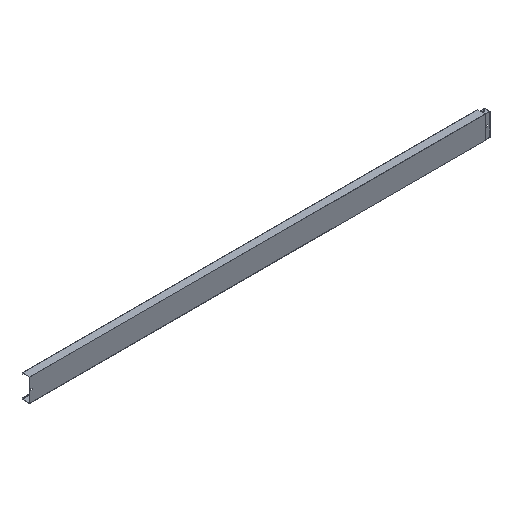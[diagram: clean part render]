
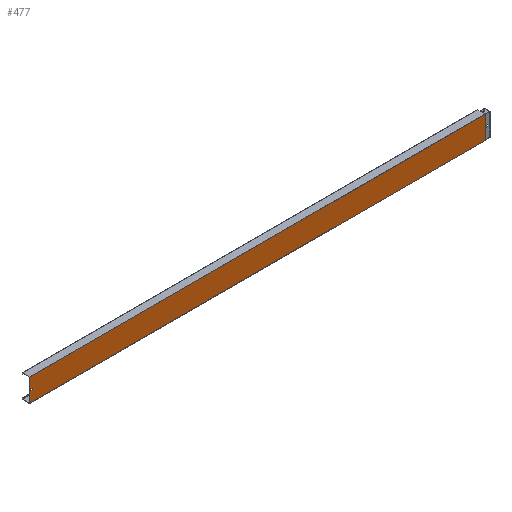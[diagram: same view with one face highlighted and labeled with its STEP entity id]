
A CAD part, isometric view. The second image highlights one B-rep face of the part: STEP entity #477.
In plain terms, the highlighted planar face has unit normal (0, -1, 0).
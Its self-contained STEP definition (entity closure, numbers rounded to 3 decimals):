
#13 = EDGE_CURVE ( 'NONE', #1056, #1473, #426, .T. ) ;
#28 = CARTESIAN_POINT ( 'NONE',  ( -2970., 0., 75. ) ) ;
#36 = DIRECTION ( 'NONE',  ( 0., 0., 1. ) ) ;
#57 = CARTESIAN_POINT ( 'NONE',  ( 0.414, 0., -75. ) ) ;
#95 = VERTEX_POINT ( 'NONE', #978 ) ;
#98 = VERTEX_POINT ( 'NONE', #1667 ) ;
#118 = DIRECTION ( 'NONE',  ( 0., 0., 1. ) ) ;
#132 = LINE ( 'NONE', #1215, #1725 ) ;
#134 = EDGE_CURVE ( 'NONE', #1056, #590, #808, .T. ) ;
#226 = EDGE_CURVE ( 'NONE', #797, #1198, #601, .T. ) ;
#243 = ORIENTED_EDGE ( 'NONE', *, *, #134, .T. ) ;
#304 = CARTESIAN_POINT ( 'NONE',  ( 1.173, 0., 75. ) ) ;
#309 = DIRECTION ( 'NONE',  ( 0., 0., -1. ) ) ;
#319 = LINE ( 'NONE', #28, #924 ) ;
#351 = ORIENTED_EDGE ( 'NONE', *, *, #1188, .T. ) ;
#374 = EDGE_LOOP ( 'NONE', ( #615, #243, #1186, #1163 ) ) ;
#411 = DIRECTION ( 'NONE',  ( 1., 0., 0. ) ) ;
#426 = LINE ( 'NONE', #57, #827 ) ;
#439 = DIRECTION ( 'NONE',  ( -1., 0., 0. ) ) ;
#474 = DIRECTION ( 'NONE',  ( -1., 0., 0. ) ) ;
#477 = ADVANCED_FACE ( 'NONE', ( #1174, #768 ), #558, .T. ) ;
#557 = ORIENTED_EDGE ( 'NONE', *, *, #912, .T. ) ;
#558 = PLANE ( 'NONE',  #775 ) ;
#582 = ORIENTED_EDGE ( 'NONE', *, *, #226, .T. ) ;
#590 = VERTEX_POINT ( 'NONE', #304 ) ;
#601 = LINE ( 'NONE', #1457, #803 ) ;
#611 = DIRECTION ( 'NONE',  ( 0., 0., -1. ) ) ;
#615 = ORIENTED_EDGE ( 'NONE', *, *, #13, .F. ) ;
#656 = EDGE_CURVE ( 'NONE', #1389, #1473, #319, .T. ) ;
#703 = EDGE_CURVE ( 'NONE', #590, #1389, #920, .T. ) ;
#768 = FACE_OUTER_BOUND ( 'NONE', #374, .T. ) ;
#774 = EDGE_CURVE ( 'NONE', #1198, #98, #132, .T. ) ;
#775 = AXIS2_PLACEMENT_3D ( 'NONE', #1689, #1561, #309 ) ;
#797 = VERTEX_POINT ( 'NONE', #1223 ) ;
#803 = VECTOR ( 'NONE', #474, 1000. ) ;
#808 = LINE ( 'NONE', #1438, #1230 ) ;
#827 = VECTOR ( 'NONE', #439, 1000. ) ;
#840 = DIRECTION ( 'NONE',  ( 0., 0., -1. ) ) ;
#848 = VECTOR ( 'NONE', #611, 1000. ) ;
#879 = CARTESIAN_POINT ( 'NONE',  ( -2952.5, 0., 3.5 ) ) ;
#907 = DIRECTION ( 'NONE',  ( -1., 0., 0. ) ) ;
#912 = EDGE_CURVE ( 'NONE', #98, #95, #1488, .T. ) ;
#920 = LINE ( 'NONE', #1607, #1741 ) ;
#924 = VECTOR ( 'NONE', #840, 1000. ) ;
#960 = EDGE_LOOP ( 'NONE', ( #351, #582, #1642, #557 ) ) ;
#978 = CARTESIAN_POINT ( 'NONE',  ( -2952.5, 0., 3.5 ) ) ;
#1056 = VERTEX_POINT ( 'NONE', #1555 ) ;
#1068 = CARTESIAN_POINT ( 'NONE',  ( -2970., 0., 75. ) ) ;
#1163 = ORIENTED_EDGE ( 'NONE', *, *, #656, .T. ) ;
#1174 = FACE_BOUND ( 'NONE', #960, .T. ) ;
#1186 = ORIENTED_EDGE ( 'NONE', *, *, #703, .T. ) ;
#1188 = EDGE_CURVE ( 'NONE', #95, #797, #1452, .T. ) ;
#1198 = VERTEX_POINT ( 'NONE', #1588 ) ;
#1215 = CARTESIAN_POINT ( 'NONE',  ( -2962.5, 0., 3.5 ) ) ;
#1223 = CARTESIAN_POINT ( 'NONE',  ( -2952.5, 0., -3.5 ) ) ;
#1230 = VECTOR ( 'NONE', #36, 1000. ) ;
#1389 = VERTEX_POINT ( 'NONE', #1068 ) ;
#1438 = CARTESIAN_POINT ( 'NONE',  ( 1.173, 0., -75. ) ) ;
#1452 = LINE ( 'NONE', #879, #848 ) ;
#1457 = CARTESIAN_POINT ( 'NONE',  ( -2952.5, 0., -3.5 ) ) ;
#1473 = VERTEX_POINT ( 'NONE', #1493 ) ;
#1488 = LINE ( 'NONE', #1656, #1704 ) ;
#1493 = CARTESIAN_POINT ( 'NONE',  ( -2970., 0., -75. ) ) ;
#1555 = CARTESIAN_POINT ( 'NONE',  ( 1.173, 0., -75. ) ) ;
#1561 = DIRECTION ( 'NONE',  ( 0., -1., 0. ) ) ;
#1588 = CARTESIAN_POINT ( 'NONE',  ( -2962.5, 0., -3.5 ) ) ;
#1607 = CARTESIAN_POINT ( 'NONE',  ( 0.414, 0., 75. ) ) ;
#1642 = ORIENTED_EDGE ( 'NONE', *, *, #774, .T. ) ;
#1656 = CARTESIAN_POINT ( 'NONE',  ( -2952.5, 0., 3.5 ) ) ;
#1667 = CARTESIAN_POINT ( 'NONE',  ( -2962.5, 0., 3.5 ) ) ;
#1689 = CARTESIAN_POINT ( 'NONE',  ( -2970., 0., 75. ) ) ;
#1704 = VECTOR ( 'NONE', #411, 1000. ) ;
#1725 = VECTOR ( 'NONE', #118, 1000. ) ;
#1741 = VECTOR ( 'NONE', #907, 1000. ) ;
